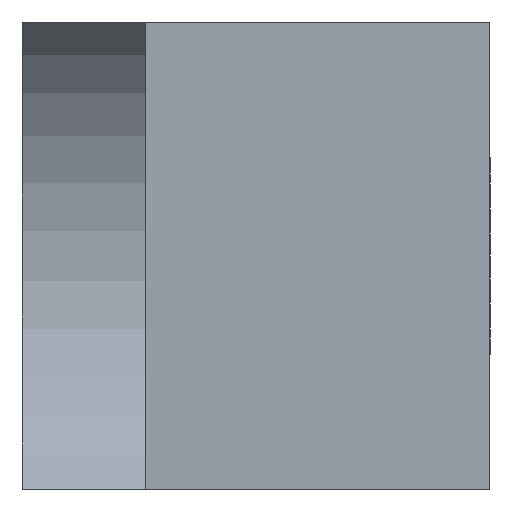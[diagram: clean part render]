
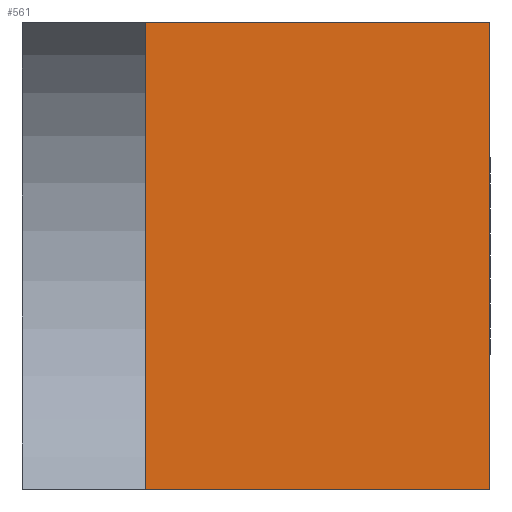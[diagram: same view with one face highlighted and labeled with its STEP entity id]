
A CAD part, left-side view. The second image highlights one B-rep face of the part: STEP entity #561.
In plain terms, the highlighted planar face has unit normal (-1, 0, 0).
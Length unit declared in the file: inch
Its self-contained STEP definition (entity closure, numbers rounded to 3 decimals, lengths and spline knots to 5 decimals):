
#118=DIRECTION('',(0.,-1.,0.));
#119=VECTOR('',#118,14.);
#120=CARTESIAN_POINT('',(-25.4,14.,-9.5));
#121=LINE('',#120,#119);
#232=DIRECTION('',(0.,-1.,0.));
#233=VECTOR('',#232,14.);
#234=CARTESIAN_POINT('',(-25.4,14.,9.5));
#235=LINE('',#234,#233);
#262=DIRECTION('',(0.,0.,1.));
#263=VECTOR('',#262,19.);
#264=CARTESIAN_POINT('',(-25.4,0.,-9.5));
#265=LINE('',#264,#263);
#276=DIRECTION('',(0.,0.,1.));
#277=VECTOR('',#276,19.);
#278=CARTESIAN_POINT('',(-25.4,14.,-9.5));
#279=LINE('',#278,#277);
#296=CARTESIAN_POINT('',(-25.4,0.,-9.5));
#298=VERTEX_POINT('',#296);
#304=CARTESIAN_POINT('',(-25.4,0.,9.5));
#306=VERTEX_POINT('',#304);
#312=CARTESIAN_POINT('',(-25.4,14.,-9.5));
#314=VERTEX_POINT('',#312);
#324=CARTESIAN_POINT('',(-25.4,14.,9.5));
#326=VERTEX_POINT('',#324);
#550=CARTESIAN_POINT('',(-25.4,19.,-9.5));
#551=DIRECTION('',(-1.,0.,0.));
#552=DIRECTION('',(0.,-1.,0.));
#553=AXIS2_PLACEMENT_3D('',#550,#551,#552);
#554=PLANE('',#553);
#555=ORIENTED_EDGE('',*,*,#390,.T.);
#556=ORIENTED_EDGE('',*,*,#481,.T.);
#557=ORIENTED_EDGE('',*,*,#537,.F.);
#558=ORIENTED_EDGE('',*,*,#359,.F.);
#559=EDGE_LOOP('',(#555,#556,#557,#558));
#560=FACE_OUTER_BOUND('',#559,.F.);
#359=EDGE_CURVE('',#314,#298,#121,.T.);
#390=EDGE_CURVE('',#314,#326,#279,.T.);
#481=EDGE_CURVE('',#326,#306,#235,.T.);
#537=EDGE_CURVE('',#298,#306,#265,.T.);
#561=ADVANCED_FACE('',(#560),#554,.T.);
